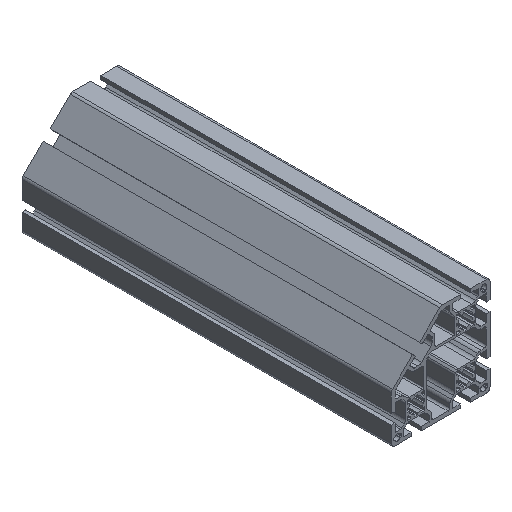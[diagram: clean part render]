
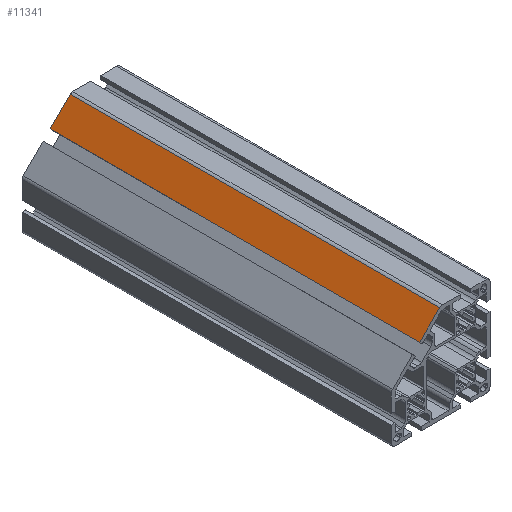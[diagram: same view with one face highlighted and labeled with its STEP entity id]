
A CAD part, isometric view. The second image highlights one B-rep face of the part: STEP entity #11341.
In plain terms, the highlighted face is planar.
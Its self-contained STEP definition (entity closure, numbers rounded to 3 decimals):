
#812 = ORIENTED_EDGE ( 'NONE', *, *, #10364, .F. ) ;
#842 = ORIENTED_EDGE ( 'NONE', *, *, #10400, .T. ) ;
#847 = ORIENTED_EDGE ( 'NONE', *, *, #10337, .T. ) ;
#851 = ORIENTED_EDGE ( 'NONE', *, *, #10379, .F. ) ;
#2480 = CARTESIAN_POINT ( 'NONE',  ( 17.099, 22.899, 0. ) ) ;
#2544 = CARTESIAN_POINT ( 'NONE',  ( 17.099, 22.899, -300. ) ) ;
#2548 = CARTESIAN_POINT ( 'NONE',  ( 0.875, 39.121, -300. ) ) ;
#2574 = CARTESIAN_POINT ( 'NONE',  ( 0.875, 39.121, 0. ) ) ;
#3151 = CARTESIAN_POINT ( 'NONE',  ( 17.099, 22.899, -300. ) ) ;
#3170 = DIRECTION ( 'NONE',  ( -0.707, 0.707, 0. ) ) ;
#3179 = LINE ( 'NONE', #3151, #7765 ) ;
#3240 = LINE ( 'NONE', #3258, #7778 ) ;
#3249 = CARTESIAN_POINT ( 'NONE',  ( 17.099, 22.899, 0. ) ) ;
#3258 = CARTESIAN_POINT ( 'NONE',  ( 17.099, 22.899, -300. ) ) ;
#3259 = DIRECTION ( 'NONE',  ( 0., 0., 1. ) ) ;
#3263 = LINE ( 'NONE', #3249, #7761 ) ;
#3272 = DIRECTION ( 'NONE',  ( -0.707, 0.707, 0. ) ) ;
#3311 = CARTESIAN_POINT ( 'NONE',  ( 0.875, 39.121, -300. ) ) ;
#3330 = LINE ( 'NONE', #3311, #7779 ) ;
#3367 = DIRECTION ( 'NONE',  ( 0., 0., 1. ) ) ;
#3686 = EDGE_LOOP ( 'NONE', ( #812, #851, #847, #842 ) ) ;
#6340 = PLANE ( 'NONE',  #10005 ) ;
#6355 = FACE_OUTER_BOUND ( 'NONE', #3686, .T. ) ;
#6374 = CARTESIAN_POINT ( 'NONE',  ( 17.099, 22.899, -300. ) ) ;
#6375 = DIRECTION ( 'NONE',  ( 0.707, 0.707, 0. ) ) ;
#6377 = DIRECTION ( 'NONE',  ( -0.707, 0.707, 0. ) ) ;
#7761 = VECTOR ( 'NONE', #3272, 1000. ) ;
#7765 = VECTOR ( 'NONE', #3170, 1000. ) ;
#7778 = VECTOR ( 'NONE', #3259, 1000. ) ;
#7779 = VECTOR ( 'NONE', #3367, 1000. ) ;
#9232 = VERTEX_POINT ( 'NONE', #2480 ) ;
#9237 = VERTEX_POINT ( 'NONE', #2548 ) ;
#9238 = VERTEX_POINT ( 'NONE', #2544 ) ;
#9280 = VERTEX_POINT ( 'NONE', #2574 ) ;
#10005 = AXIS2_PLACEMENT_3D ( 'NONE', #6374, #6375, #6377 ) ;
#10337 = EDGE_CURVE ( 'NONE', #9238, #9237, #3179, .T. ) ;
#10364 = EDGE_CURVE ( 'NONE', #9232, #9280, #3263, .T. ) ;
#10379 = EDGE_CURVE ( 'NONE', #9238, #9232, #3240, .T. ) ;
#10400 = EDGE_CURVE ( 'NONE', #9237, #9280, #3330, .T. ) ;
#11341 = ADVANCED_FACE ( 'PLANAR_32', ( #6355 ), #6340, .T. ) ;
